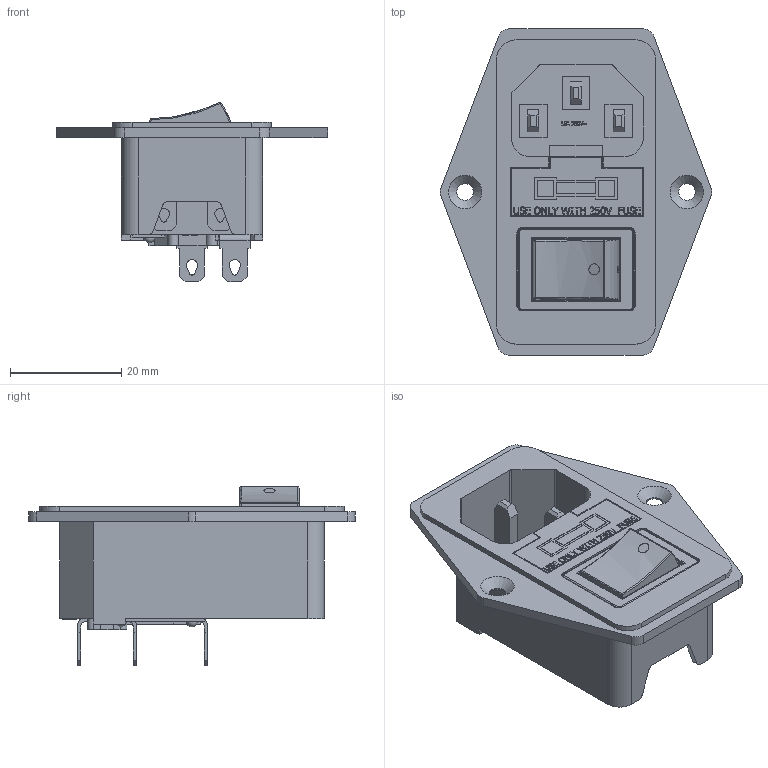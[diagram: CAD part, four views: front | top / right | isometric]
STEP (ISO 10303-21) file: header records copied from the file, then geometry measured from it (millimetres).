
FILE_DESCRIPTION(/* description */ (''),/* implementation_level */ '2;1');
FILE_NAME(/* name */ 'power input swuitch.stp',/* time_stamp */ '2016-01-24T18:53:51-05:00',/* author */ ('Charlie'),/* organization */ (''),/* preprocessor_version */ 'ST-DEVELOPER v16.1',/* originating_system */ 'Autodesk Inventor 2016',/* authorisation */ '');
FILE_SCHEMA (('AUTOMOTIVE_DESIGN { 1 0 10303 214 3 1 1 }'));
Products named in the file (8): Solid1; Solid3; Solid4; FUSE; On off switch; Solid2; FUSE (1); power input swuitch
Assembly tree (7 placements, depth 2):
  power input swuitch
    Solid1
    Solid3
    Solid4
    FUSE
    On off switch
    Solid2
    FUSE (1)
Bounding box: 48.93 x 58.74 x 32.34 mm (x, y, z)
Volume: 11561.5 mm3; surface area: 19975.7 mm2
Topology: 24 solids, 24 shells, 1790 faces, 4830 edges, 3152 vertices
Faces by surface type: plane 1290, bspline 279, cylinder 208, sphere 9, cone 2, torus 2
Full cylindrical faces by diameter (mm): 0.45 x2, 0.5 x1, 1 x15, 1.9 x2, 2 x3, 2.4 x1, 3 x2, 4.6 x1, 5 x1, 5.3 x2
Entity records: 59155 total; most frequent: CARTESIAN_POINT 14625, ORIENTED_EDGE 9546, DIRECTION 7762, EDGE_CURVE 4772, LINE 3748, VECTOR 3748, VERTEX_POINT 3134, AXIS2_PLACEMENT_3D 2007
